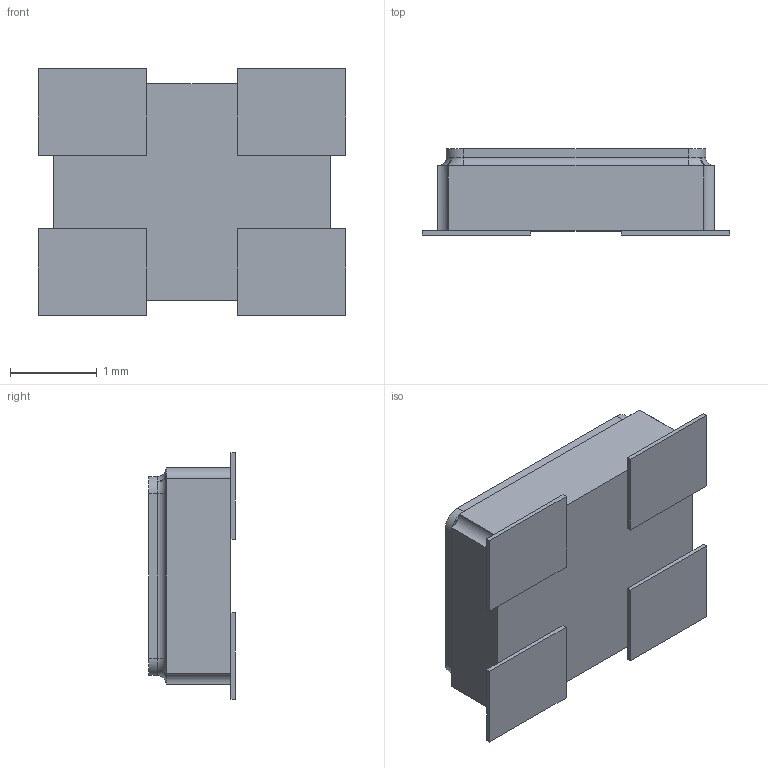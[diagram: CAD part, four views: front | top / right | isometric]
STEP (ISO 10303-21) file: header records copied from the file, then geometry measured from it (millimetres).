
FILE_DESCRIPTION (( 'STEP AP203' ), '1' );
FILE_NAME ('micro_crystal 3.2 x 2.5.step', '2019-10-07T21:33:35', ( '' ), ( '' ), 'SwSTEP 2.0', 'SolidWorks 2017', '' );
FILE_SCHEMA (( 'CONFIG_CONTROL_DESIGN' ));
Length unit declared in the file: millimetre
Products named in the file (1): micro_crystal 3.2 x 2.5
Bounding box: 3.55 x 1 x 2.85 mm (x, y, z)
Volume: 7.6 mm3; surface area: 29.8 mm2
Topology: 1 solids, 1 shells, 66 faces, 160 edges, 96 vertices
Faces by surface type: plane 42, cylinder 12, torus 8, bspline 4
Entity records: 2009 total; most frequent: CARTESIAN_POINT 379, DIRECTION 334, ORIENTED_EDGE 320, EDGE_CURVE 160, AXIS2_PLACEMENT_3D 115, LINE 104, VECTOR 104, VERTEX_POINT 96
